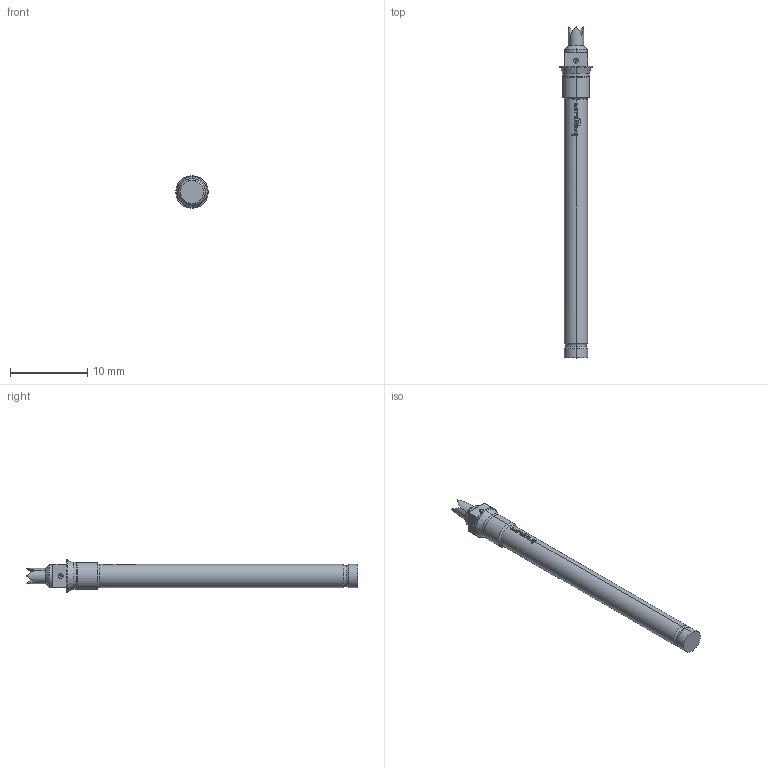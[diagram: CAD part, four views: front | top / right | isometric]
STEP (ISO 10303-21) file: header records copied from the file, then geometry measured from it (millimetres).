
FILE_DESCRIPTION (( 'STEP AP203' ), '1' );
FILE_NAME ('INGUN_PKS-388_204_200_R_xx02_M.STEP', '2022-02-28T07:29:15', ( 'ochi' ), ( '' ), 'SwSTEP 2.0', 'SolidWorks 2018', '' );
FILE_SCHEMA (( 'CONFIG_CONTROL_DESIGN' ));
Length unit declared in the file: millimetre
Products named in the file (1): INGUN_PKS-388_204_200_R_xx02_M
Bounding box: 4.2 x 43.1 x 4.2 mm (x, y, z)
Volume: 305.5 mm3; surface area: 432 mm2
Topology: 1 solids, 1 shells, 139 faces, 362 edges, 233 vertices
Faces by surface type: plane 64, cylinder 33, bspline 30, cone 8, torus 4
Entity records: 5211 total; most frequent: CARTESIAN_POINT 1931, ORIENTED_EDGE 724, DIRECTION 600, EDGE_CURVE 362, AXIS2_PLACEMENT_3D 238, VERTEX_POINT 233, EDGE_LOOP 147, FACE_OUTER_BOUND 139
